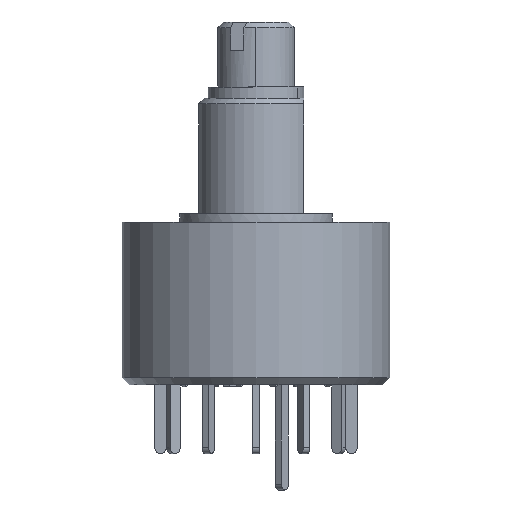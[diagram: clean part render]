
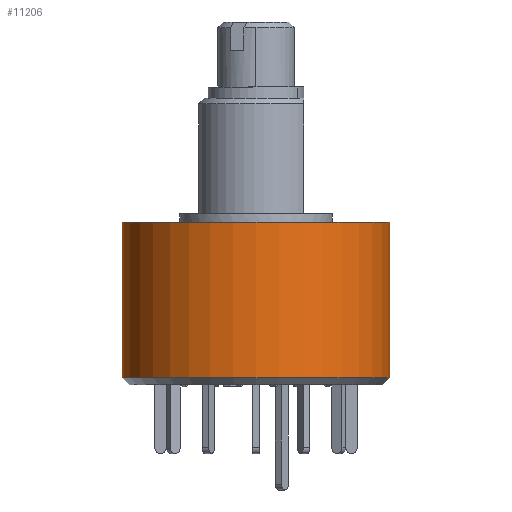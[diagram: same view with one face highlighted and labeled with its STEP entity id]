
A CAD part, left-side view. The second image highlights one B-rep face of the part: STEP entity #11206.
In plain terms, the highlighted cylindrical face has radius 7 mm (diameter 14 mm), a partial arc.
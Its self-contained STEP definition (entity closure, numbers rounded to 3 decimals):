
#752 = DIRECTION ( 'NONE',  ( 0., 0., 1. ) ) ;
#837 = VERTEX_POINT ( 'NONE', #4049 ) ;
#918 = VERTEX_POINT ( 'NONE', #16083 ) ;
#960 = DIRECTION ( 'NONE',  ( 0., 0., -1. ) ) ;
#1340 = EDGE_LOOP ( 'NONE', ( #17851, #17208, #16415, #18165 ) ) ;
#2201 = EDGE_CURVE ( 'NONE', #5687, #837, #16269, .T. ) ;
#3763 = EDGE_CURVE ( 'NONE', #5687, #8226, #8227, .T. ) ;
#4049 = CARTESIAN_POINT ( 'NONE',  ( 0., -7., -0.45 ) ) ;
#4123 = AXIS2_PLACEMENT_3D ( 'NONE', #6939, #960, #15985 ) ;
#4515 = DIRECTION ( 'NONE',  ( 0., -1., 0. ) ) ;
#5687 = VERTEX_POINT ( 'NONE', #18092 ) ;
#6173 = CYLINDRICAL_SURFACE ( 'NONE', #4123, 7. ) ;
#6311 = CARTESIAN_POINT ( 'NONE',  ( 0., 7., -0.45 ) ) ;
#6939 = CARTESIAN_POINT ( 'NONE',  ( 0., 0., -0.45 ) ) ;
#7112 = FACE_OUTER_BOUND ( 'NONE', #1340, .T. ) ;
#7739 = CIRCLE ( 'NONE', #11409, 7. ) ;
#8226 = VERTEX_POINT ( 'NONE', #13219 ) ;
#8227 = LINE ( 'NONE', #6311, #11072 ) ;
#11072 = VECTOR ( 'NONE', #15537, 1000. ) ;
#11206 = ADVANCED_FACE ( 'NONE', ( #7112 ), #6173, .T. ) ;
#11346 = CARTESIAN_POINT ( 'NONE',  ( 0., -7., -0.45 ) ) ;
#11409 = AXIS2_PLACEMENT_3D ( 'NONE', #18613, #752, #15532 ) ;
#12095 = LINE ( 'NONE', #11346, #15377 ) ;
#12896 = DIRECTION ( 'NONE',  ( 0., 0., -1. ) ) ;
#13219 = CARTESIAN_POINT ( 'NONE',  ( 0., 7., -8.574 ) ) ;
#15377 = VECTOR ( 'NONE', #12896, 1000. ) ;
#15532 = DIRECTION ( 'NONE',  ( 0., -1., 0. ) ) ;
#15537 = DIRECTION ( 'NONE',  ( 0., 0., -1. ) ) ;
#15696 = AXIS2_PLACEMENT_3D ( 'NONE', #16421, #17872, #4515 ) ;
#15985 = DIRECTION ( 'NONE',  ( 0., 1., 0. ) ) ;
#16083 = CARTESIAN_POINT ( 'NONE',  ( 0., -7., -8.574 ) ) ;
#16269 = CIRCLE ( 'NONE', #15696, 7. ) ;
#16415 = ORIENTED_EDGE ( 'NONE', *, *, #3763, .T. ) ;
#16421 = CARTESIAN_POINT ( 'NONE',  ( 0., 0., -0.45 ) ) ;
#17208 = ORIENTED_EDGE ( 'NONE', *, *, #2201, .F. ) ;
#17851 = ORIENTED_EDGE ( 'NONE', *, *, #19369, .F. ) ;
#17872 = DIRECTION ( 'NONE',  ( 0., 0., 1. ) ) ;
#17903 = EDGE_CURVE ( 'NONE', #8226, #918, #7739, .T. ) ;
#18092 = CARTESIAN_POINT ( 'NONE',  ( 0., 7., -0.45 ) ) ;
#18165 = ORIENTED_EDGE ( 'NONE', *, *, #17903, .T. ) ;
#18613 = CARTESIAN_POINT ( 'NONE',  ( 0., 0., -8.574 ) ) ;
#19369 = EDGE_CURVE ( 'NONE', #837, #918, #12095, .T. ) ;
